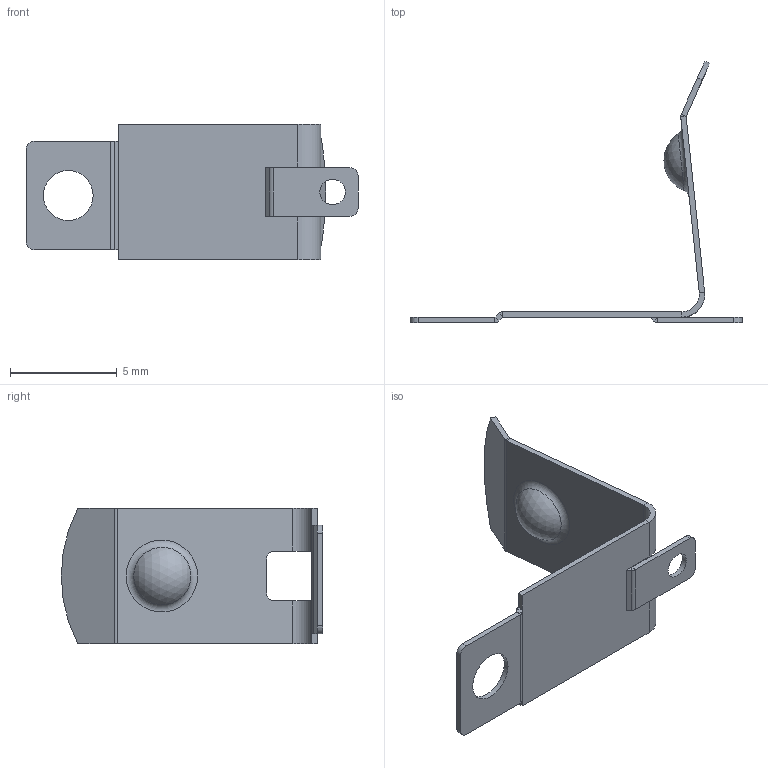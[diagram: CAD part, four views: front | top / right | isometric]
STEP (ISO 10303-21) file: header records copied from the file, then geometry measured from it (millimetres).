
FILE_DESCRIPTION (( 'STEP AP214' ), '1' );
FILE_NAME ('57.STEP', '2018-01-18T19:05:55', ( '' ), ( '' ), 'SwSTEP 2.0', 'SolidWorks 2013', '' );
FILE_SCHEMA (( 'AUTOMOTIVE_DESIGN' ));
Length unit declared in the file: inch
Products named in the file (1): 57
Bounding box: 15.57 x 12.26 x 6.35 mm (x, y, z)
Volume: 38.5 mm3; surface area: 327.3 mm2
Topology: 1 solids, 1 shells, 77 faces, 169 edges, 94 vertices
Faces by surface type: plane 55, cylinder 18, torus 2, sphere 2
Full cylindrical faces by diameter (mm): 1.194 x1, 2.337 x1
Entity records: 2067 total; most frequent: DIRECTION 361, CARTESIAN_POINT 337, ORIENTED_EDGE 330, EDGE_CURVE 165, VECTOR 125, LINE 125, AXIS2_PLACEMENT_3D 118, VERTEX_POINT 94
